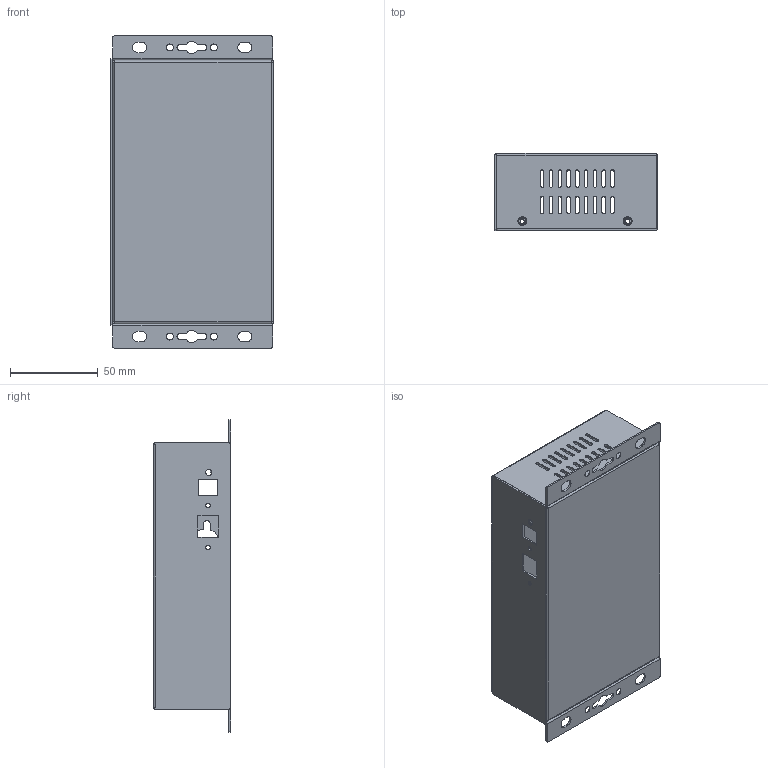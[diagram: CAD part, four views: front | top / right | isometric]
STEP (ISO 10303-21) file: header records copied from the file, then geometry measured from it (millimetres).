
FILE_DESCRIPTION(/* description */ (''),/* implementation_level */ '2;1');
FILE_NAME(/* name */ 'Assembly1.stp',/* time_stamp */ '2019-08-19T15:32:57-04:00',/* author */ ('CAD PC'),/* organization */ (''),/* preprocessor_version */ 'ST-DEVELOPER v18',/* originating_system */ 'Autodesk Inventor 2020',/* authorisation */ '');
FILE_SCHEMA (('AUTOMOTIVE_DESIGN { 1 0 10303 214 3 1 1 }'));
Length unit declared in the file: millimetre
Products named in the file (3): Assembly1; CM41082; CM-41082 Top
Assembly tree (2 placements, depth 2):
  Assembly1
    CM41082
    CM-41082 Top
Bounding box: 92.38 x 44 x 178 mm (x, y, z)
Volume: 49203.4 mm3; surface area: 101626.7 mm2
Topology: 2 solids, 2 shells, 423 faces, 1218 edges, 809 vertices
Faces by surface type: plane 232, cylinder 183, cone 8
Full cylindrical faces by diameter (mm): 2.5 x6, 3.5 x1, 3.85 x4, 3.9 x4
Entity records: 14268 total; most frequent: DIRECTION 2469, CARTESIAN_POINT 2445, ORIENTED_EDGE 2416, EDGE_CURVE 1208, AXIS2_PLACEMENT_3D 833, LINE 803, VECTOR 803, VERTEX_POINT 789
